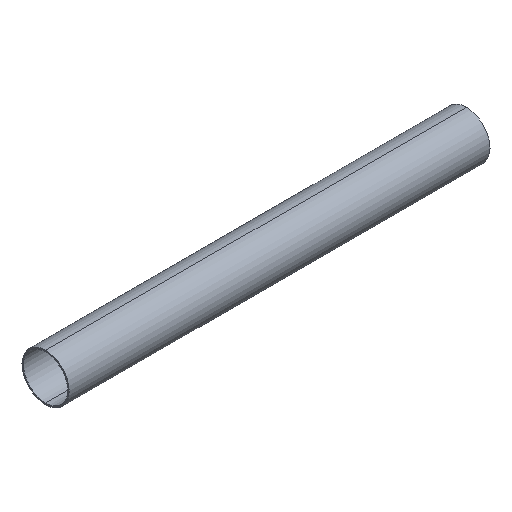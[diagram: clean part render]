
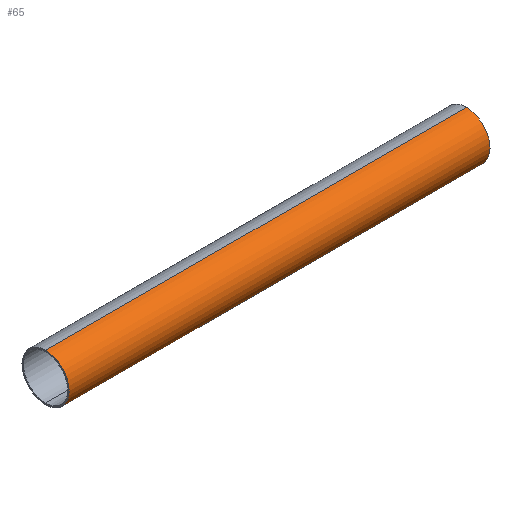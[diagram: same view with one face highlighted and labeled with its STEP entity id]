
A CAD part, isometric view. The second image highlights one B-rep face of the part: STEP entity #65.
In plain terms, the highlighted cylindrical face has radius 280 mm (diameter 560 mm), a partial arc.
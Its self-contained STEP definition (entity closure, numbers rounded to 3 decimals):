
#55 = EDGE_CURVE( '', #97, #63, #125, .T. );
#59 = EDGE_CURVE( '', #63, #95, #129, .T. );
#63 = VERTEX_POINT( '', #134 );
#65 = ADVANCED_FACE( '', ( #136 ), #137, .T. );
#79 = EDGE_CURVE( '', #95, #89, #154, .T. );
#85 = EDGE_CURVE( '', #89, #97, #160, .T. );
#89 = VERTEX_POINT( '', #166 );
#95 = VERTEX_POINT( '', #173 );
#97 = VERTEX_POINT( '', #175 );
#125 = CIRCLE( '', #195, 280. );
#129 = LINE( '', #199, #200 );
#134 = CARTESIAN_POINT( '', ( 0., 0., -280. ) );
#136 = FACE_OUTER_BOUND( '', #207, .T. );
#137 = CYLINDRICAL_SURFACE( '', #208, 280. );
#154 = CIRCLE( '', #229, 280. );
#160 = LINE( '', #239, #240 );
#166 = CARTESIAN_POINT( '', ( 5000., 0., 280. ) );
#173 = CARTESIAN_POINT( '', ( 5000., 0., -280. ) );
#175 = CARTESIAN_POINT( '', ( 0., 0., 280. ) );
#195 = AXIS2_PLACEMENT_3D( '', #269, #270, #271 );
#199 = CARTESIAN_POINT( '', ( 0., 0., -280. ) );
#200 = VECTOR( '', #273, 1. );
#207 = EDGE_LOOP( '', ( #283, #284, #285, #286 ) );
#208 = AXIS2_PLACEMENT_3D( '', #287, #288, #289 );
#229 = AXIS2_PLACEMENT_3D( '', #310, #311, #312 );
#239 = CARTESIAN_POINT( '', ( 0., 0., 280. ) );
#240 = VECTOR( '', #317, 1. );
#269 = CARTESIAN_POINT( '', ( 0., 0., 0. ) );
#270 = DIRECTION( '', ( 1., 0., 0. ) );
#271 = DIRECTION( '', ( 0., 0., -1. ) );
#273 = DIRECTION( '', ( 1., 0., 0. ) );
#283 = ORIENTED_EDGE( '', *, *, #59, .T. );
#284 = ORIENTED_EDGE( '', *, *, #79, .T. );
#285 = ORIENTED_EDGE( '', *, *, #85, .T. );
#286 = ORIENTED_EDGE( '', *, *, #55, .T. );
#287 = CARTESIAN_POINT( '', ( 0., 0., 0. ) );
#288 = DIRECTION( '', ( -1., 0., 0. ) );
#289 = DIRECTION( '', ( 0., 0., -1. ) );
#310 = CARTESIAN_POINT( '', ( 5000., 0., 0. ) );
#311 = DIRECTION( '', ( -1., 0., 0. ) );
#312 = DIRECTION( '', ( 0., 0., -1. ) );
#317 = DIRECTION( '', ( -1., 0., 0. ) );
